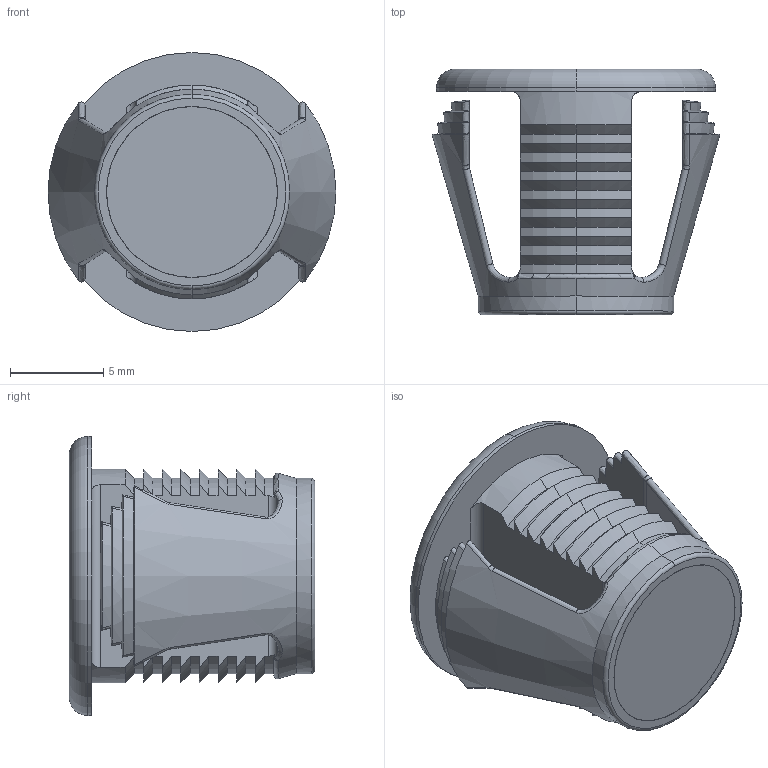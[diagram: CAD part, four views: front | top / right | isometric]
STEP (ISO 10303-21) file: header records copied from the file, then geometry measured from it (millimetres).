
FILE_DESCRIPTION (( 'STEP AP214' ), '1' );
FILE_NAME ('TL_414.STEP', '2016-01-22T07:15:43', ( '' ), ( '' ), 'SwSTEP 2.0', 'SolidWorks 2015', '' );
FILE_SCHEMA (( 'AUTOMOTIVE_DESIGN' ));
Length unit declared in the file: millimetre
Products named in the file (2): cover; TL_414
Assembly tree (1 placements, depth 2):
  TL_414
    cover
Bounding box: 15.48 x 13.2 x 15 mm (x, y, z)
Volume: 1155.5 mm3; surface area: 1320.9 mm2
Topology: 1 solids, 1 shells, 197 faces, 522 edges, 326 vertices
Faces by surface type: cylinder 61, cone 48, plane 41, bspline 32, sphere 8, torus 7
Entity records: 6997 total; most frequent: CARTESIAN_POINT 2323, ORIENTED_EDGE 1036, DIRECTION 911, EDGE_CURVE 518, AXIS2_PLACEMENT_3D 374, VERTEX_POINT 326, CIRCLE 205, EDGE_LOOP 204
